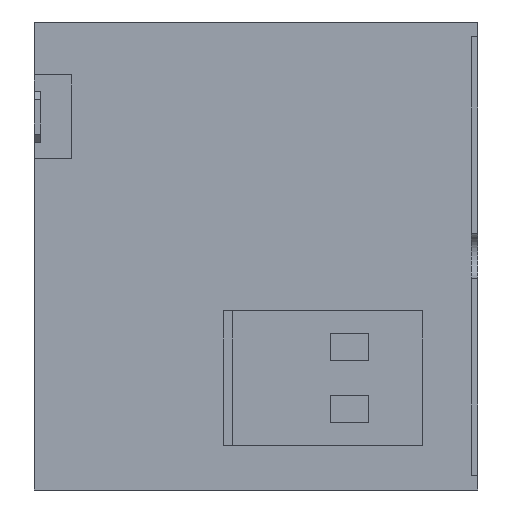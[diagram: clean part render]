
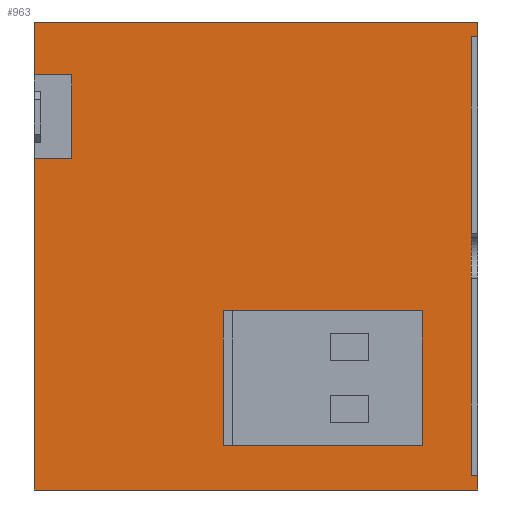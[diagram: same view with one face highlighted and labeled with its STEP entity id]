
A CAD part, left-side view. The second image highlights one B-rep face of the part: STEP entity #963.
In plain terms, the highlighted planar face has unit normal (-1, 0, 0).
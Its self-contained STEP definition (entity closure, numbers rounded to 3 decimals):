
#196 = ORIENTED_EDGE ( 'NONE', *, *, #6931, .T. ) ;
#252 = ORIENTED_EDGE ( 'NONE', *, *, #1540, .T. ) ;
#334 = DIRECTION ( 'NONE',  ( 0., 1., 0. ) ) ;
#349 = VERTEX_POINT ( 'NONE', #8189 ) ;
#384 = VECTOR ( 'NONE', #1852, 1000. ) ;
#415 = CARTESIAN_POINT ( 'NONE',  ( -47., 53.7, 28.75 ) ) ;
#435 = ORIENTED_EDGE ( 'NONE', *, *, #2774, .T. ) ;
#756 = DIRECTION ( 'NONE',  ( 0., -1., 0. ) ) ;
#928 = ORIENTED_EDGE ( 'NONE', *, *, #1109, .T. ) ;
#963 = ADVANCED_FACE ( 'NONE', ( #10606, #6430 ), #10148, .F. ) ;
#1012 = CARTESIAN_POINT ( 'NONE',  ( -47., -0.8, -26.95 ) ) ;
#1068 = CARTESIAN_POINT ( 'NONE',  ( -47., 30.5, -6.75 ) ) ;
#1109 = EDGE_CURVE ( 'NONE', #8247, #3815, #5330, .T. ) ;
#1218 = LINE ( 'NONE', #10660, #6388 ) ;
#1236 = DIRECTION ( 'NONE',  ( 0., -1., 0. ) ) ;
#1351 = DIRECTION ( 'NONE',  ( 0., -1., 0. ) ) ;
#1540 = EDGE_CURVE ( 'NONE', #1915, #349, #9604, .T. ) ;
#1572 = LINE ( 'NONE', #4808, #2134 ) ;
#1618 = DIRECTION ( 'NONE',  ( 0., 1., 0. ) ) ;
#1620 = EDGE_CURVE ( 'NONE', #1829, #3815, #9038, .T. ) ;
#1648 = VECTOR ( 'NONE', #334, 1000. ) ;
#1670 = VECTOR ( 'NONE', #1236, 1000. ) ;
#1829 = VERTEX_POINT ( 'NONE', #2643 ) ;
#1852 = DIRECTION ( 'NONE',  ( 0., -1., 0. ) ) ;
#1915 = VERTEX_POINT ( 'NONE', #8810 ) ;
#2050 = CARTESIAN_POINT ( 'NONE',  ( -47., 53.7, 28.75 ) ) ;
#2134 = VECTOR ( 'NONE', #7501, 1000. ) ;
#2516 = VERTEX_POINT ( 'NONE', #8942 ) ;
#2566 = VERTEX_POINT ( 'NONE', #5417 ) ;
#2643 = CARTESIAN_POINT ( 'NONE',  ( -47., 0., -26.95 ) ) ;
#2774 = EDGE_CURVE ( 'NONE', #9209, #8298, #4948, .T. ) ;
#2874 = CARTESIAN_POINT ( 'NONE',  ( -47., 53.7, -28.75 ) ) ;
#3008 = DIRECTION ( 'NONE',  ( 0., 1., 0. ) ) ;
#3044 = EDGE_CURVE ( 'NONE', #7460, #10412, #9520, .T. ) ;
#3130 = DIRECTION ( 'NONE',  ( 1., 0., 0. ) ) ;
#3205 = ORIENTED_EDGE ( 'NONE', *, *, #9210, .T. ) ;
#3566 = CARTESIAN_POINT ( 'NONE',  ( -47., 49.1, 22.25 ) ) ;
#3631 = DIRECTION ( 'NONE',  ( 0., 0., -1. ) ) ;
#3638 = LINE ( 'NONE', #415, #1670 ) ;
#3815 = VERTEX_POINT ( 'NONE', #1012 ) ;
#3878 = ORIENTED_EDGE ( 'NONE', *, *, #4865, .T. ) ;
#3961 = LINE ( 'NONE', #4572, #4229 ) ;
#4182 = ORIENTED_EDGE ( 'NONE', *, *, #11030, .T. ) ;
#4229 = VECTOR ( 'NONE', #5451, 1000. ) ;
#4249 = VECTOR ( 'NONE', #7582, 1000. ) ;
#4295 = CARTESIAN_POINT ( 'NONE',  ( -47., -0.8, 28.75 ) ) ;
#4310 = VECTOR ( 'NONE', #1351, 1000. ) ;
#4400 = CARTESIAN_POINT ( 'NONE',  ( -47., 0., 26.95 ) ) ;
#4457 = DIRECTION ( 'NONE',  ( 0., -1., 0. ) ) ;
#4531 = EDGE_CURVE ( 'NONE', #11252, #10162, #3638, .T. ) ;
#4572 = CARTESIAN_POINT ( 'NONE',  ( -47., 0., 28.75 ) ) ;
#4770 = CARTESIAN_POINT ( 'NONE',  ( -47., 53.7, 28.75 ) ) ;
#4808 = CARTESIAN_POINT ( 'NONE',  ( -47., 6., -6.75 ) ) ;
#4865 = EDGE_CURVE ( 'NONE', #11252, #2566, #5288, .T. ) ;
#4881 = EDGE_CURVE ( 'NONE', #10402, #8247, #7940, .T. ) ;
#4890 = VECTOR ( 'NONE', #10426, 1000. ) ;
#4948 = LINE ( 'NONE', #11153, #4249 ) ;
#4965 = EDGE_CURVE ( 'NONE', #2516, #1915, #6251, .T. ) ;
#5014 = LINE ( 'NONE', #10549, #9586 ) ;
#5073 = VECTOR ( 'NONE', #7227, 1000. ) ;
#5288 = LINE ( 'NONE', #2050, #9168 ) ;
#5325 = DIRECTION ( 'NONE',  ( 0., 0., -1. ) ) ;
#5330 = LINE ( 'NONE', #5925, #4890 ) ;
#5411 = CARTESIAN_POINT ( 'NONE',  ( -47., 30.5, -6.75 ) ) ;
#5414 = LINE ( 'NONE', #5411, #384 ) ;
#5417 = CARTESIAN_POINT ( 'NONE',  ( -47., 53.7, 22.25 ) ) ;
#5440 = ORIENTED_EDGE ( 'NONE', *, *, #11305, .T. ) ;
#5451 = DIRECTION ( 'NONE',  ( 0., 0., -1. ) ) ;
#5623 = AXIS2_PLACEMENT_3D ( 'NONE', #4770, #3130, #3008 ) ;
#5803 = ORIENTED_EDGE ( 'NONE', *, *, #6876, .F. ) ;
#5925 = CARTESIAN_POINT ( 'NONE',  ( -47., -0.8, -28.75 ) ) ;
#6092 = CARTESIAN_POINT ( 'NONE',  ( -47., 49.1, 11.95 ) ) ;
#6251 = LINE ( 'NONE', #9266, #1648 ) ;
#6339 = CARTESIAN_POINT ( 'NONE',  ( -47., -0.8, 28.75 ) ) ;
#6388 = VECTOR ( 'NONE', #3631, 1000. ) ;
#6430 = FACE_OUTER_BOUND ( 'NONE', #8134, .T. ) ;
#6491 = DIRECTION ( 'NONE',  ( 0., 0., 1. ) ) ;
#6876 = EDGE_CURVE ( 'NONE', #9209, #1829, #3961, .T. ) ;
#6924 = CARTESIAN_POINT ( 'NONE',  ( -47., 49.1, 11.95 ) ) ;
#6931 = EDGE_CURVE ( 'NONE', #8298, #10162, #7174, .T. ) ;
#7174 = LINE ( 'NONE', #6339, #5073 ) ;
#7227 = DIRECTION ( 'NONE',  ( 0., 0., 1. ) ) ;
#7353 = CARTESIAN_POINT ( 'NONE',  ( -47., -0.8, -28.75 ) ) ;
#7384 = VECTOR ( 'NONE', #6491, 1000. ) ;
#7415 = ORIENTED_EDGE ( 'NONE', *, *, #1620, .F. ) ;
#7460 = VERTEX_POINT ( 'NONE', #6092 ) ;
#7501 = DIRECTION ( 'NONE',  ( 0., 0., -1. ) ) ;
#7582 = DIRECTION ( 'NONE',  ( 0., -1., 0. ) ) ;
#7802 = CARTESIAN_POINT ( 'NONE',  ( -47., 53.7, 28.75 ) ) ;
#7817 = VERTEX_POINT ( 'NONE', #9456 ) ;
#7860 = VECTOR ( 'NONE', #1618, 1000. ) ;
#7923 = EDGE_LOOP ( 'NONE', ( #9299, #8809, #10719, #252 ) ) ;
#7940 = LINE ( 'NONE', #9783, #10441 ) ;
#8134 = EDGE_LOOP ( 'NONE', ( #5440, #3205, #10033, #4182, #8383, #928, #7415, #5803, #435, #196, #8425, #3878 ) ) ;
#8161 = CARTESIAN_POINT ( 'NONE',  ( -47., 53.7, 11.95 ) ) ;
#8189 = CARTESIAN_POINT ( 'NONE',  ( -47., 30.5, -6.75 ) ) ;
#8247 = VERTEX_POINT ( 'NONE', #7353 ) ;
#8298 = VERTEX_POINT ( 'NONE', #11044 ) ;
#8382 = EDGE_CURVE ( 'NONE', #7817, #2516, #1572, .T. ) ;
#8383 = ORIENTED_EDGE ( 'NONE', *, *, #4881, .T. ) ;
#8425 = ORIENTED_EDGE ( 'NONE', *, *, #4531, .F. ) ;
#8505 = CARTESIAN_POINT ( 'NONE',  ( -47., 53.701, -26.95 ) ) ;
#8809 = ORIENTED_EDGE ( 'NONE', *, *, #8382, .T. ) ;
#8810 = CARTESIAN_POINT ( 'NONE',  ( -47., 30.5, -23.25 ) ) ;
#8942 = CARTESIAN_POINT ( 'NONE',  ( -47., 6., -23.25 ) ) ;
#9038 = LINE ( 'NONE', #8505, #4310 ) ;
#9168 = VECTOR ( 'NONE', #5325, 1000. ) ;
#9207 = DIRECTION ( 'NONE',  ( 0., 0., -1. ) ) ;
#9209 = VERTEX_POINT ( 'NONE', #4400 ) ;
#9210 = EDGE_CURVE ( 'NONE', #10305, #7460, #5014, .T. ) ;
#9266 = CARTESIAN_POINT ( 'NONE',  ( -47., 30.5, -23.25 ) ) ;
#9299 = ORIENTED_EDGE ( 'NONE', *, *, #9830, .T. ) ;
#9456 = CARTESIAN_POINT ( 'NONE',  ( -47., 6., -6.75 ) ) ;
#9520 = LINE ( 'NONE', #6924, #7860 ) ;
#9546 = VECTOR ( 'NONE', #756, 1000. ) ;
#9586 = VECTOR ( 'NONE', #9207, 1000. ) ;
#9604 = LINE ( 'NONE', #1068, #7384 ) ;
#9783 = CARTESIAN_POINT ( 'NONE',  ( -47., 53.7, -28.75 ) ) ;
#9830 = EDGE_CURVE ( 'NONE', #349, #7817, #5414, .T. ) ;
#10033 = ORIENTED_EDGE ( 'NONE', *, *, #3044, .T. ) ;
#10148 = PLANE ( 'NONE',  #5623 ) ;
#10162 = VERTEX_POINT ( 'NONE', #4295 ) ;
#10305 = VERTEX_POINT ( 'NONE', #3566 ) ;
#10402 = VERTEX_POINT ( 'NONE', #2874 ) ;
#10412 = VERTEX_POINT ( 'NONE', #8161 ) ;
#10426 = DIRECTION ( 'NONE',  ( 0., 0., 1. ) ) ;
#10441 = VECTOR ( 'NONE', #4457, 1000. ) ;
#10549 = CARTESIAN_POINT ( 'NONE',  ( -47., 49.1, 22.25 ) ) ;
#10606 = FACE_BOUND ( 'NONE', #7923, .T. ) ;
#10660 = CARTESIAN_POINT ( 'NONE',  ( -47., 53.7, 28.75 ) ) ;
#10719 = ORIENTED_EDGE ( 'NONE', *, *, #4965, .T. ) ;
#11030 = EDGE_CURVE ( 'NONE', #10412, #10402, #1218, .T. ) ;
#11044 = CARTESIAN_POINT ( 'NONE',  ( -47., -0.8, 26.95 ) ) ;
#11153 = CARTESIAN_POINT ( 'NONE',  ( -47., 53.701, 26.95 ) ) ;
#11223 = LINE ( 'NONE', #11443, #9546 ) ;
#11252 = VERTEX_POINT ( 'NONE', #7802 ) ;
#11305 = EDGE_CURVE ( 'NONE', #2566, #10305, #11223, .T. ) ;
#11443 = CARTESIAN_POINT ( 'NONE',  ( -47., 53.7, 22.25 ) ) ;
